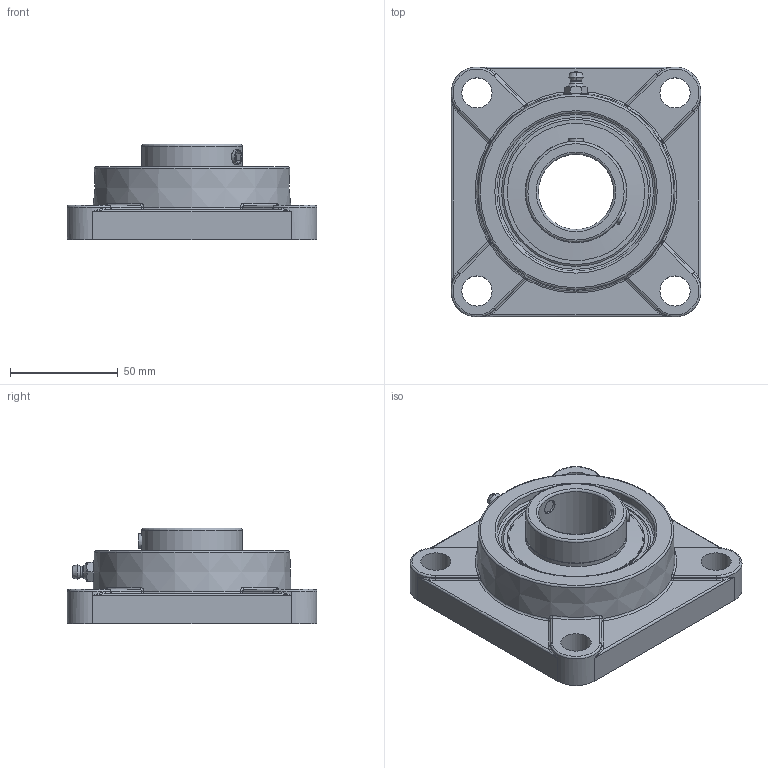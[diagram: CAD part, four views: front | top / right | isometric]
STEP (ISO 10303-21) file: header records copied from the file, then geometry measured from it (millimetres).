
FILE_DESCRIPTION(('HOOPS Exchange Step'),'2;1');
FILE_NAME('export-604EAC77-77FD-46E6-BC61-1143243DDA58.stp','2019-12-12T15:39:26-08:00',('ibuslach'),('Alibre'),'HOOPS Exchange 2019.2','Alibre','Unknown authorisation');
FILE_SCHEMA( ('AP242_MANAGED_MODEL_BASED_3D_ENGINEERING_MIM_LF {1 0 10303 442 1 1 4 }') );
Length unit declared in the file: centimetre
Products named in the file (7): MRN SF 207; UCP ZERK 6mm; SUC 207 RACES; SUC 207 SHIELD; SUC 207 SS; MRN SUC 207; MRN SUCF 207
Assembly tree (8 placements, depth 3):
  MRN SUCF 207
    MRN SF 207
    UCP ZERK 6mm
    MRN SUC 207
      SUC 207 RACES
      SUC 207 SHIELD  x2
      SUC 207 SS  x2
Bounding box: 116 x 116 x 44.4 mm (x, y, z)
Volume: 220446.2 mm3; surface area: 70590.2 mm2
Topology: 8 solids, 8 shells, 229 faces, 579 edges, 346 vertices
Faces by surface type: plane 66, cylinder 62, torus 36, bspline 28, cone 19, sphere 18
Full cylindrical faces by diameter (mm): 1.505 x2, 6 x2, 6.782 x4, 14 x4, 35 x1, 46.736 x3, 47.244 x2, 62.23 x1, 63.805 x2, 73.66 x1, 77.47 x1
Entity records: 11473 total; most frequent: CARTESIAN_POINT 6344, DIRECTION 1081, ORIENTED_EDGE 1022, EDGE_CURVE 511, AXIS2_PLACEMENT_3D 464, VERTEX_POINT 315, CIRCLE 259, EDGE_LOOP 240
